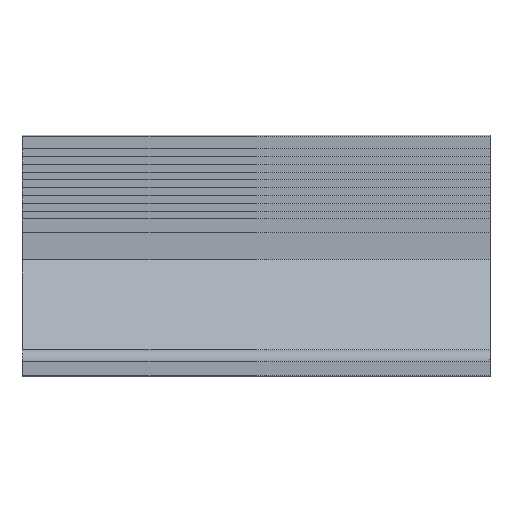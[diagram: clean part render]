
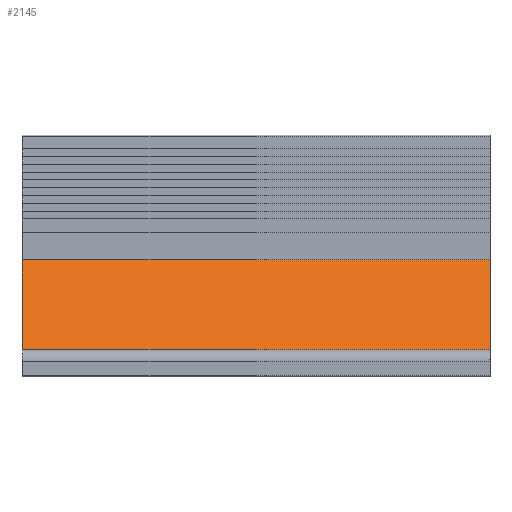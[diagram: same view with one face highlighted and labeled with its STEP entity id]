
A CAD part, front view. The second image highlights one B-rep face of the part: STEP entity #2145.
In plain terms, the highlighted free-form (B-spline) face has degree [1, 1] with [2, 2] control points.
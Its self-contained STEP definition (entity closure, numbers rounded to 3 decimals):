
#1226=CARTESIAN_POINT('',(60.0,18.0,30.0));
#1227=VERTEX_POINT('',#1226);
#1233=CARTESIAN_POINT('',(60.0,3.0,7.0));
#1234=VERTEX_POINT('',#1233);
#1235=CARTESIAN_POINT('',(60.0,18.0,30.0));
#1236=CARTESIAN_POINT('',(60.0,3.0,7.0));
#1237=QUASI_UNIFORM_CURVE('',1,(#1235,#1236),.UNSPECIFIED.,.F.,.U.);
#1238=EDGE_CURVE('',#1227,#1234,#1237,.T.);
#1453=CARTESIAN_POINT('',(-60.0,3.0,7.0));
#1454=VERTEX_POINT('',#1453);
#1460=CARTESIAN_POINT('',(-60.0,18.0,30.0));
#1461=VERTEX_POINT('',#1460);
#1462=CARTESIAN_POINT('',(-60.0,18.0,30.0));
#1463=CARTESIAN_POINT('',(-60.0,3.0,7.0));
#1464=QUASI_UNIFORM_CURVE('',1,(#1462,#1463),.UNSPECIFIED.,.F.,.U.);
#1465=EDGE_CURVE('',#1461,#1454,#1464,.T.);
#2120=CARTESIAN_POINT('',(-60.0,3.0,7.0));
#2121=CARTESIAN_POINT('',(60.0,3.0,7.0));
#2122=QUASI_UNIFORM_CURVE('',1,(#2120,#2121),.UNSPECIFIED.,.F.,.U.);
#2123=EDGE_CURVE('',#1454,#1234,#2122,.T.);
#2130=CARTESIAN_POINT('',(-65.994,18.749,31.149));
#2131=CARTESIAN_POINT('',(-65.994,2.251,5.851));
#2132=CARTESIAN_POINT('',(65.994,18.749,31.149));
#2133=CARTESIAN_POINT('',(65.994,2.251,5.851));
#2134=B_SPLINE_SURFACE_WITH_KNOTS('',1,1,((#2130,#2132),(#2131,#2133)),.UNSPECIFIED.,.F.,.F.,.U.,(2,2),(2,2),(0.0,30.202),(0.0,131.988),.UNSPECIFIED.);
#2135=ORIENTED_EDGE('',*,*,#1238,.F.);
#2136=CARTESIAN_POINT('',(-60.0,18.0,30.0));
#2137=CARTESIAN_POINT('',(60.0,18.0,30.0));
#2138=QUASI_UNIFORM_CURVE('',1,(#2136,#2137),.UNSPECIFIED.,.F.,.U.);
#2139=EDGE_CURVE('',#1461,#1227,#2138,.T.);
#2140=ORIENTED_EDGE('',*,*,#2139,.F.);
#2141=ORIENTED_EDGE('',*,*,#1465,.T.);
#2142=ORIENTED_EDGE('',*,*,#2123,.T.);
#2143=EDGE_LOOP('',(#2135,#2140,#2141,#2142));
#2144=FACE_OUTER_BOUND('',#2143,.T.);
#2145=ADVANCED_FACE('',(#2144),#2134,.T.);
